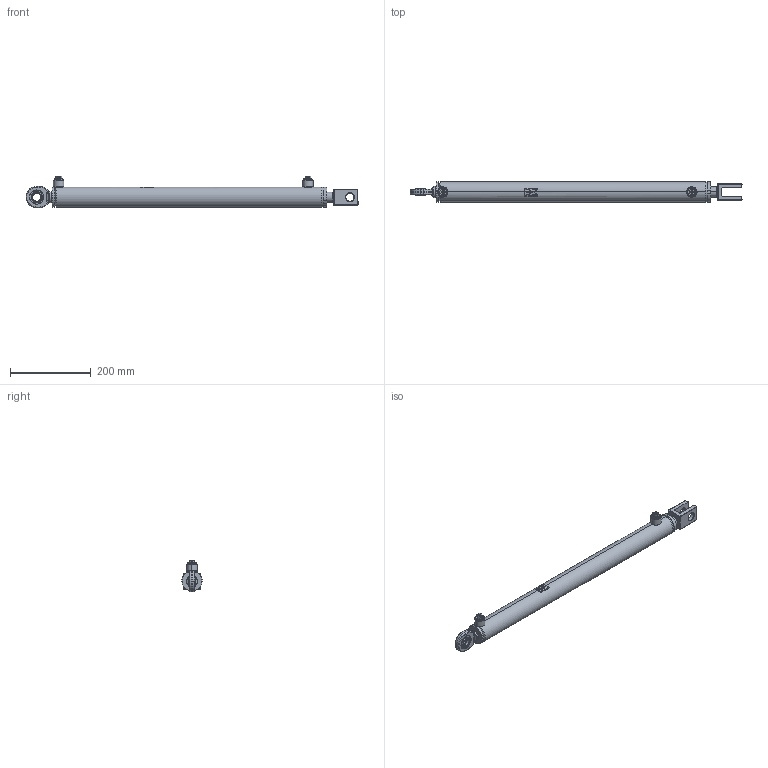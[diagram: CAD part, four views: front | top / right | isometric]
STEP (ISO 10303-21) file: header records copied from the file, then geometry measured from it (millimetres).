
FILE_DESCRIPTION (( 'STEP AP214' ), '1' );
FILE_NAME ('CFGCY0074347-Cylinder.step', '2025-07-02T08:36:28', ( 'Kramp IT' ), ( 'Kramp' ), 'SwSTEP 2.0', 'SolidWorks 2021', '' );
FILE_SCHEMA (( 'AUTOMOTIVE_DESIGN' ));
Length unit declared in the file: millimetre
Products named in the file (20): SPACER_SPACER; DS2904015; DS2904004VM_Simplified; DS2904004_Simplified; MATE-AID; SP06M; DS2904013025VM_Simplified; DC3904001; FS1712; LSN06E; Tube-WA_Simplified; Rod-WA_Simplified; CFGCY0074347-Cylinder; Tube-MA_Simplified; Tube_Simplified; GK20DO-EC; GK20DO; DS2904013025_Simplified; Rod_Simplified
Assembly tree (20 placements, depth 4):
  MATE-AID
  CFGCY0074347-Cylinder
    Tube-WA_Simplified
      Tube-MA_Simplified
        Tube_Simplified
        LSN06E
      LSN06E
      DC3904001
        DC3904001
      GK20DO-EC
        GK20DO
    Rod-WA_Simplified
      Rod_Simplified
      FS1712
    DS2904013025VM_Simplified
      DS2904013025_Simplified
    DS2904004VM_Simplified
      DS2904004_Simplified
    DS2904015
    SPACER_SPACER
    SP06M  x2
Bounding box: 821.49 x 50 x 78.49 mm (x, y, z)
Volume: 1049695.5 mm3; surface area: 332991.4 mm2
Topology: 16 solids, 16 shells, 515 faces, 1203 edges, 737 vertices
Faces by surface type: cylinder 167, plane 160, cone 94, bspline 60, torus 26, sphere 8
Entity records: 19459 total; most frequent: CARTESIAN_POINT 6347, DIRECTION 2152, ORIENTED_EDGE 1998, EDGE_CURVE 999, AXIS2_PLACEMENT_3D 876, VERTEX_POINT 615, EDGE_LOOP 488, CIRCLE 473
